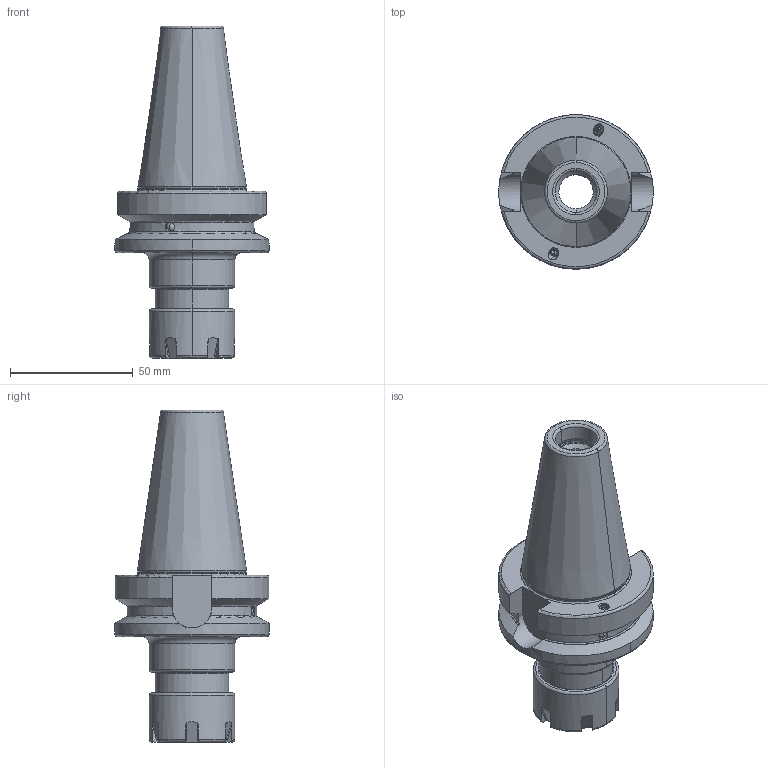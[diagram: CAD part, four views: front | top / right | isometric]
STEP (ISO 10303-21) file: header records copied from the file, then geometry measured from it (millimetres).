
FILE_DESCRIPTION((''),'2;1');
FILE_NAME('406_02_07_16','2021-04-08T',('103090'),(''),'CREO PARAMETRIC BY PTC INC, 2016260','CREO PARAMETRIC BY PTC INC, 2016260','');
FILE_SCHEMA(('CONFIG_CONTROL_DESIGN'));
Length unit declared in the file: millimetre
Products named in the file (1): 406_02_07_16
Bounding box: 63 x 63 x 135.4 mm (x, y, z)
Volume: 139937.3 mm3; surface area: 31446.2 mm2
Topology: 3 solids, 3 shells, 214 faces, 527 edges, 318 vertices
Faces by surface type: cylinder 64, plane 58, torus 46, cone 36, bspline 6, sphere 4
Entity records: 7317 total; most frequent: CARTESIAN_POINT 2379, ORIENTED_EDGE 1038, DIRECTION 1022, EDGE_CURVE 519, AXIS2_PLACEMENT_3D 426, VERTEX_POINT 318, EDGE_LOOP 227, CIRCLE 215
